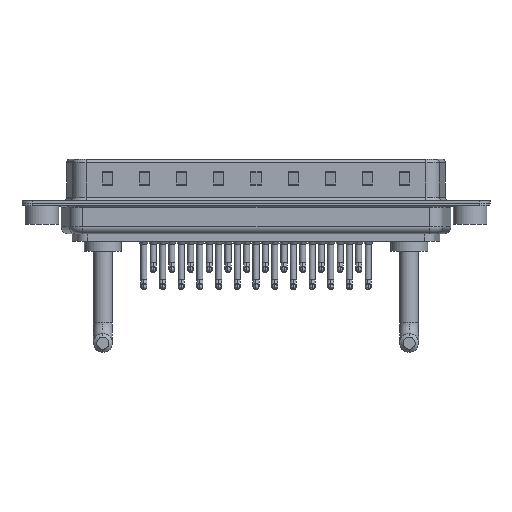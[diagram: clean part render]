
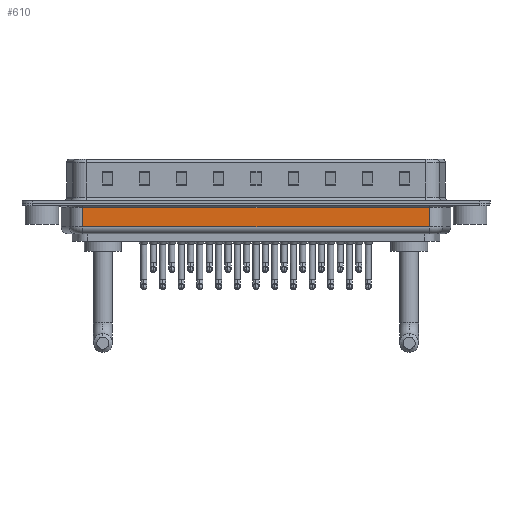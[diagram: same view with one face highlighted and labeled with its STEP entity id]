
A CAD part, front view. The second image highlights one B-rep face of the part: STEP entity #610.
In plain terms, the highlighted planar face has unit normal (0, -1, 0).
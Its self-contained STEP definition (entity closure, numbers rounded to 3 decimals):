
#315 = ORIENTED_EDGE ( 'NONE', *, *, #21492, .T. ) ;
#610 = ADVANCED_FACE ( 'NONE', ( #20890 ), #27008, .F. ) ;
#728 = CARTESIAN_POINT ( 'NONE',  ( 6.031, -5.35, -4.5 ) ) ;
#2618 = LINE ( 'NONE', #728, #20949 ) ;
#3393 = CARTESIAN_POINT ( 'NONE',  ( 57.469, -5.35, -3.5 ) ) ;
#4198 = EDGE_CURVE ( 'NONE', #4263, #14329, #2618, .T. ) ;
#4263 = VERTEX_POINT ( 'NONE', #14169 ) ;
#6033 = LINE ( 'NONE', #25700, #26019 ) ;
#6460 = VECTOR ( 'NONE', #14428, 1000. ) ;
#7620 = DIRECTION ( 'NONE',  ( 0., 1., 0. ) ) ;
#7766 = DIRECTION ( 'NONE',  ( -1., 0., 0. ) ) ;
#9017 = AXIS2_PLACEMENT_3D ( 'NONE', #27428, #7620, #7766 ) ;
#9027 = VERTEX_POINT ( 'NONE', #3393 ) ;
#9422 = ORIENTED_EDGE ( 'NONE', *, *, #4198, .F. ) ;
#10668 = VECTOR ( 'NONE', #11766, 1000. ) ;
#10952 = DIRECTION ( 'NONE',  ( 1., 0., 0. ) ) ;
#11343 = EDGE_LOOP ( 'NONE', ( #9422, #27563, #23201, #315 ) ) ;
#11766 = DIRECTION ( 'NONE',  ( 0., 0., 1. ) ) ;
#14169 = CARTESIAN_POINT ( 'NONE',  ( 6.031, -5.35, -3.5 ) ) ;
#14329 = VERTEX_POINT ( 'NONE', #26567 ) ;
#14428 = DIRECTION ( 'NONE',  ( -1., 0., 0. ) ) ;
#19061 = CARTESIAN_POINT ( 'NONE',  ( 57.469, -5.35, -0.65 ) ) ;
#20412 = LINE ( 'NONE', #20709, #10668 ) ;
#20709 = CARTESIAN_POINT ( 'NONE',  ( 57.469, -5.35, -4.5 ) ) ;
#20890 = FACE_OUTER_BOUND ( 'NONE', #11343, .T. ) ;
#20949 = VECTOR ( 'NONE', #24865, 1000. ) ;
#21207 = LINE ( 'NONE', #27599, #6460 ) ;
#21492 = EDGE_CURVE ( 'NONE', #24372, #14329, #21207, .T. ) ;
#22257 = EDGE_CURVE ( 'NONE', #9027, #24372, #20412, .T. ) ;
#23201 = ORIENTED_EDGE ( 'NONE', *, *, #22257, .T. ) ;
#24372 = VERTEX_POINT ( 'NONE', #19061 ) ;
#24865 = DIRECTION ( 'NONE',  ( 0., 0., 1. ) ) ;
#25700 = CARTESIAN_POINT ( 'NONE',  ( 6.031, -5.35, -3.5 ) ) ;
#26019 = VECTOR ( 'NONE', #10952, 1000. ) ;
#26248 = EDGE_CURVE ( 'NONE', #4263, #9027, #6033, .T. ) ;
#26567 = CARTESIAN_POINT ( 'NONE',  ( 6.031, -5.35, -0.65 ) ) ;
#27008 = PLANE ( 'NONE',  #9017 ) ;
#27428 = CARTESIAN_POINT ( 'NONE',  ( 6.031, -5.35, -4.5 ) ) ;
#27563 = ORIENTED_EDGE ( 'NONE', *, *, #26248, .T. ) ;
#27599 = CARTESIAN_POINT ( 'NONE',  ( 6.031, -5.35, -0.65 ) ) ;
